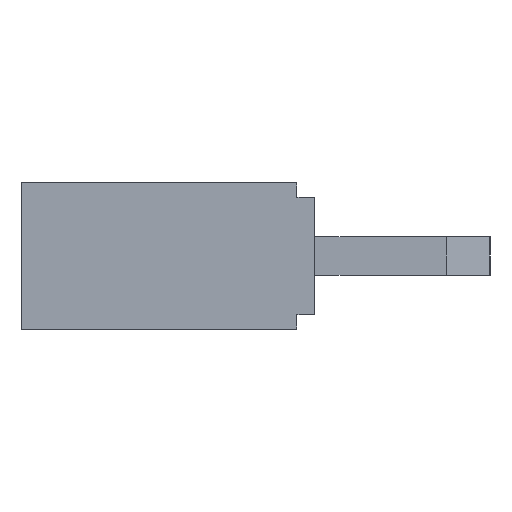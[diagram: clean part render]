
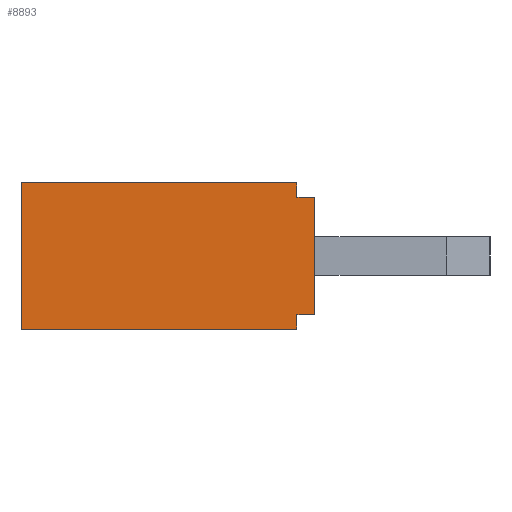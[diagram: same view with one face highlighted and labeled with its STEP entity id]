
A CAD part, left-side view. The second image highlights one B-rep face of the part: STEP entity #8893.
In plain terms, the highlighted planar face has unit normal (-1, 0, 0).
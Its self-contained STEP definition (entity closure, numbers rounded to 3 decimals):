
#331=FACE_OUTER_BOUND('',#871,.T.);
#871=EDGE_LOOP('',(#6199,#6200,#6201,#6202,#6203,#6204,#6205,#6206));
#1425=LINE('',#12204,#2653);
#1429=LINE('',#12209,#2657);
#1706=LINE('',#12792,#2934);
#1707=LINE('',#12794,#2935);
#1708=LINE('',#12795,#2936);
#1709=LINE('',#12797,#2937);
#1710=LINE('',#12799,#2938);
#1711=LINE('',#12800,#2939);
#2653=VECTOR('',#9934,2.5);
#2657=VECTOR('',#9938,2.5);
#2934=VECTOR('',#10273,0.3);
#2935=VECTOR('',#10274,2.);
#2936=VECTOR('',#10275,0.3);
#2937=VECTOR('',#10276,4.7);
#2938=VECTOR('',#10277,2.5);
#2939=VECTOR('',#10278,4.7);
#3875=VERTEX_POINT('',#12196);
#3878=VERTEX_POINT('',#12201);
#3879=VERTEX_POINT('',#12203);
#3880=VERTEX_POINT('',#12207);
#4157=VERTEX_POINT('',#12791);
#4158=VERTEX_POINT('',#12793);
#4159=VERTEX_POINT('',#12796);
#4160=VERTEX_POINT('',#12798);
#4681=EDGE_CURVE('',#3879,#3878,#1425,.T.);
#4685=EDGE_CURVE('',#3875,#3880,#1429,.T.);
#4962=EDGE_CURVE('',#3878,#4157,#1706,.T.);
#4963=EDGE_CURVE('',#4157,#4158,#1707,.T.);
#4964=EDGE_CURVE('',#4158,#3875,#1708,.T.);
#4965=EDGE_CURVE('',#4159,#3880,#1709,.T.);
#4966=EDGE_CURVE('',#4160,#4159,#1710,.T.);
#4967=EDGE_CURVE('',#3879,#4160,#1711,.T.);
#6199=ORIENTED_EDGE('',*,*,#4681,.T.);
#6200=ORIENTED_EDGE('',*,*,#4962,.T.);
#6201=ORIENTED_EDGE('',*,*,#4963,.T.);
#6202=ORIENTED_EDGE('',*,*,#4964,.T.);
#6203=ORIENTED_EDGE('',*,*,#4685,.T.);
#6204=ORIENTED_EDGE('',*,*,#4965,.F.);
#6205=ORIENTED_EDGE('',*,*,#4966,.F.);
#6206=ORIENTED_EDGE('',*,*,#4967,.F.);
#8380=PLANE('',#9421);
#8893=ADVANCED_FACE('',(#331),#8380,.F.);
#9421=AXIS2_PLACEMENT_3D('',#12790,#10271,#10272);
#9934=DIRECTION('',(0.,0.,1.));
#9938=DIRECTION('',(0.,0.,1.));
#10271=DIRECTION('center_axis',(1.,0.,0.));
#10272=DIRECTION('ref_axis',(0.,0.,-1.));
#10273=DIRECTION('',(0.,-1.,0.));
#10274=DIRECTION('',(0.,0.,1.));
#10275=DIRECTION('',(0.,1.,0.));
#10276=DIRECTION('',(0.,-1.,0.));
#10277=DIRECTION('',(0.,0.,1.));
#10278=DIRECTION('',(0.,1.,0.));
#12196=CARTESIAN_POINT('',(-25.65,0.3,1.));
#12201=CARTESIAN_POINT('',(-25.65,0.3,-1.));
#12203=CARTESIAN_POINT('',(-25.65,0.3,-1.25));
#12204=CARTESIAN_POINT('',(-25.65,0.3,-1.25));
#12207=CARTESIAN_POINT('',(-25.65,0.3,1.25));
#12209=CARTESIAN_POINT('',(-25.65,0.3,-1.25));
#12790=CARTESIAN_POINT('Origin',(-25.65,0.,0.));
#12791=CARTESIAN_POINT('',(-25.65,0.,-1.));
#12792=CARTESIAN_POINT('',(-25.65,0.,-1.));
#12793=CARTESIAN_POINT('',(-25.65,0.,1.));
#12794=CARTESIAN_POINT('',(-25.65,0.,1.));
#12795=CARTESIAN_POINT('',(-25.65,0.3,1.));
#12796=CARTESIAN_POINT('',(-25.65,5.,1.25));
#12797=CARTESIAN_POINT('',(-25.65,5.,1.25));
#12798=CARTESIAN_POINT('',(-25.65,5.,-1.25));
#12799=CARTESIAN_POINT('',(-25.65,5.,-1.25));
#12800=CARTESIAN_POINT('',(-25.65,0.3,-1.25));
